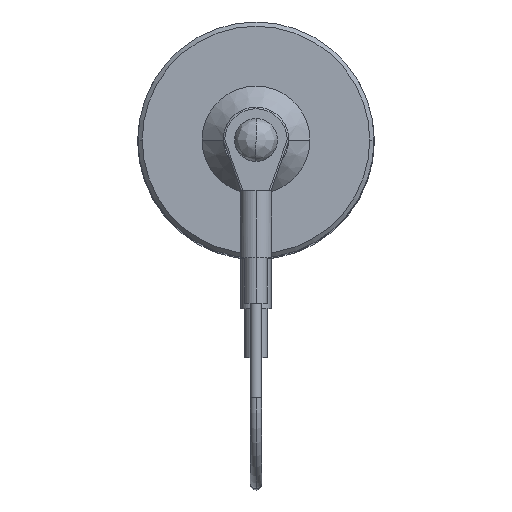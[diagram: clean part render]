
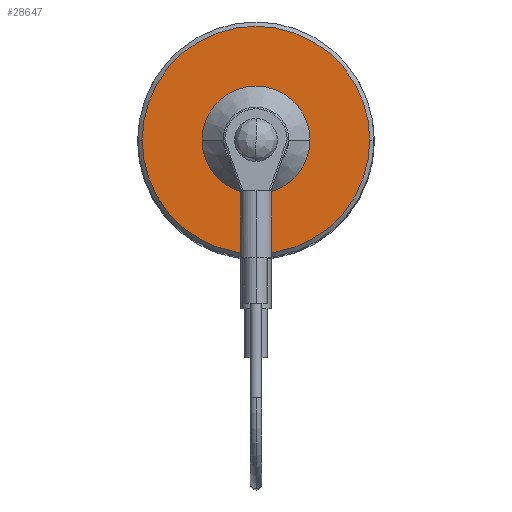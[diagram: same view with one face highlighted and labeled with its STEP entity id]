
A CAD part, top view. The second image highlights one B-rep face of the part: STEP entity #28647.
In plain terms, the highlighted planar face has unit normal (0, 0, 1).
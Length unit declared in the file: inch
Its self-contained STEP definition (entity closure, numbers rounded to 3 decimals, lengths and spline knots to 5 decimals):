
#1671 = DIRECTION ( 'NONE',  ( 1., 0., 0. ) ) ;
#4561 = PLANE ( 'NONE',  #12824 ) ;
#4688 = CARTESIAN_POINT ( 'NONE',  ( 0., 0., -0.14 ) ) ;
#5421 = CARTESIAN_POINT ( 'NONE',  ( 0., 0., -0.14 ) ) ;
#6004 = CIRCLE ( 'NONE', #31673, 0.665 ) ;
#6767 = CIRCLE ( 'NONE', #26949, 0.665 ) ;
#9822 = VERTEX_POINT ( 'NONE', #20746 ) ;
#10072 = VERTEX_POINT ( 'NONE', #11832 ) ;
#10988 = DIRECTION ( 'NONE',  ( 0., 0., 1. ) ) ;
#11832 = CARTESIAN_POINT ( 'NONE',  ( 0.315, 0., -0.14 ) ) ;
#12479 = AXIS2_PLACEMENT_3D ( 'NONE', #30749, #33498, #13110 ) ;
#12824 = AXIS2_PLACEMENT_3D ( 'NONE', #32792, #22976, #1671 ) ;
#13110 = DIRECTION ( 'NONE',  ( 1., 0., 0. ) ) ;
#13190 = DIRECTION ( 'NONE',  ( 1., 0., 0. ) ) ;
#14623 = FACE_BOUND ( 'NONE', #28859, .T. ) ;
#14760 = VERTEX_POINT ( 'NONE', #25185 ) ;
#14829 = ORIENTED_EDGE ( 'NONE', *, *, #18926, .T. ) ;
#15415 = CARTESIAN_POINT ( 'NONE',  ( 0., 0., -0.14 ) ) ;
#15831 = DIRECTION ( 'NONE',  ( 0., 0., 1. ) ) ;
#16106 = VERTEX_POINT ( 'NONE', #22050 ) ;
#17370 = EDGE_CURVE ( 'NONE', #14760, #9822, #6004, .T. ) ;
#17840 = EDGE_LOOP ( 'NONE', ( #20546, #14829 ) ) ;
#18926 = EDGE_CURVE ( 'NONE', #9822, #14760, #6767, .T. ) ;
#20377 = DIRECTION ( 'NONE',  ( 0., 0., 1. ) ) ;
#20546 = ORIENTED_EDGE ( 'NONE', *, *, #17370, .T. ) ;
#20746 = CARTESIAN_POINT ( 'NONE',  ( 0.665, 0., -0.14 ) ) ;
#22050 = CARTESIAN_POINT ( 'NONE',  ( -0.315, 0., -0.14 ) ) ;
#22976 = DIRECTION ( 'NONE',  ( 0., 0., 1. ) ) ;
#23421 = AXIS2_PLACEMENT_3D ( 'NONE', #15415, #10988, #13190 ) ;
#23955 = CIRCLE ( 'NONE', #23421, 0.315 ) ;
#24787 = EDGE_CURVE ( 'NONE', #16106, #10072, #32719, .T. ) ;
#25094 = ORIENTED_EDGE ( 'NONE', *, *, #25233, .F. ) ;
#25185 = CARTESIAN_POINT ( 'NONE',  ( -0.665, 0., -0.14 ) ) ;
#25233 = EDGE_CURVE ( 'NONE', #10072, #16106, #23955, .T. ) ;
#25512 = DIRECTION ( 'NONE',  ( 1., 0., 0. ) ) ;
#25545 = FACE_OUTER_BOUND ( 'NONE', #17840, .T. ) ;
#26267 = DIRECTION ( 'NONE',  ( 1., 0., 0. ) ) ;
#26949 = AXIS2_PLACEMENT_3D ( 'NONE', #4688, #20377, #25512 ) ;
#28647 = ADVANCED_FACE ( 'NONE', ( #25545, #14623 ), #4561, .T. ) ;
#28859 = EDGE_LOOP ( 'NONE', ( #31790, #25094 ) ) ;
#30749 = CARTESIAN_POINT ( 'NONE',  ( 0., 0., -0.14 ) ) ;
#31673 = AXIS2_PLACEMENT_3D ( 'NONE', #5421, #15831, #26267 ) ;
#31790 = ORIENTED_EDGE ( 'NONE', *, *, #24787, .F. ) ;
#32719 = CIRCLE ( 'NONE', #12479, 0.315 ) ;
#32792 = CARTESIAN_POINT ( 'NONE',  ( -0.315, 0., -0.14 ) ) ;
#33498 = DIRECTION ( 'NONE',  ( 0., 0., 1. ) ) ;
